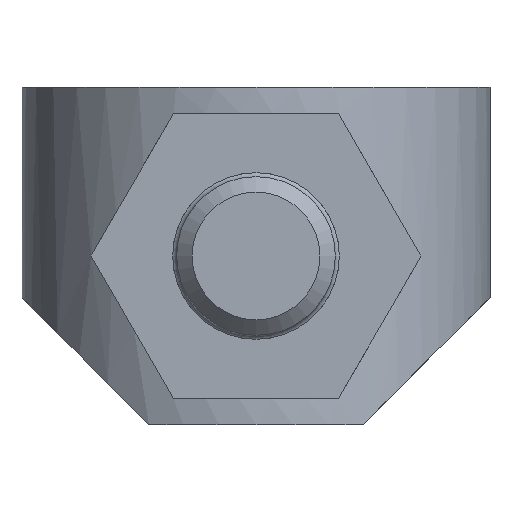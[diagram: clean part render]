
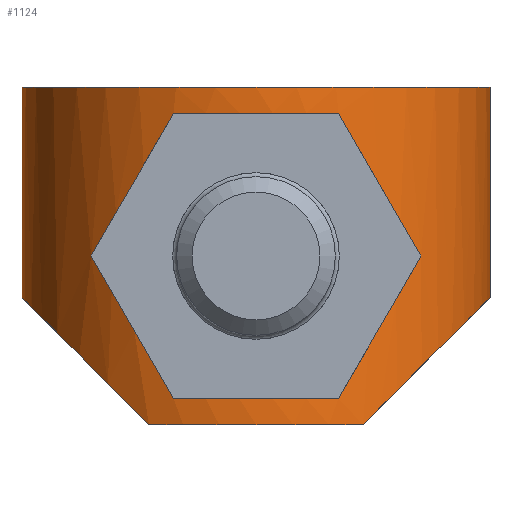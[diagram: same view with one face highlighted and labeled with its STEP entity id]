
A CAD part, left-side view. The second image highlights one B-rep face of the part: STEP entity #1124.
In plain terms, the highlighted cylindrical face has radius 5.9 mm (diameter 11.8 mm), a full revolution.
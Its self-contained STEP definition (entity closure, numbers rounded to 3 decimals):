
#97=FACE_BOUND('',#181,.T.);
#98=FACE_BOUND('',#182,.T.);
#106=B_SPLINE_CURVE_WITH_KNOTS('',3,(#1809,#1810,#1811,#1812,#1813,#1814,
#1815,#1816,#1817,#1818,#1819,#1820,#1821,#1822,#1823,#1824,#1825,#1826),
 .UNSPECIFIED.,.F.,.F.,(4,2,2,2,2,2,2,2,4),(0.639,0.719,
0.799,0.879,0.958,1.038,
1.118,1.198,1.278),.UNSPECIFIED.);
#107=B_SPLINE_CURVE_WITH_KNOTS('',3,(#1827,#1828,#1829,#1830,#1831,#1832,
#1833,#1834,#1835,#1836,#1837,#1838,#1839,#1840,#1841,#1842,#1843,#1844),
 .UNSPECIFIED.,.F.,.F.,(4,2,2,2,2,2,2,2,4),(1.278,1.358,
1.438,1.518,1.597,1.677,1.757,
1.837,1.917),.UNSPECIFIED.);
#111=FACE_OUTER_BOUND('',#180,.T.);
#180=EDGE_LOOP('',(#789,#790,#791,#792,#793,#794,#795,#796));
#181=EDGE_LOOP('',(#797,#798));
#182=EDGE_LOOP('',(#799,#800,#801,#802,#803,#804));
#258=ELLIPSE('',#1294,8.344,5.9);
#259=ELLIPSE('',#1296,8.344,5.9);
#260=ELLIPSE('',#1298,8.344,5.9);
#261=ELLIPSE('',#1300,11.8,5.9);
#262=ELLIPSE('',#1301,11.8,5.9);
#263=ELLIPSE('',#1303,11.8,5.9);
#264=ELLIPSE('',#1304,11.8,5.9);
#276=LINE('',#1797,#378);
#378=VECTOR('',#1431,5.9);
#480=CIRCLE('',#1293,5.9);
#481=CIRCLE('',#1295,5.9);
#482=CIRCLE('',#1297,5.9);
#483=CIRCLE('',#1299,5.9);
#484=CIRCLE('',#1302,5.9);
#519=VERTEX_POINT('',#1794);
#520=VERTEX_POINT('',#1796);
#521=VERTEX_POINT('',#1798);
#522=VERTEX_POINT('',#1800);
#523=VERTEX_POINT('',#1802);
#524=VERTEX_POINT('',#1804);
#525=VERTEX_POINT('',#1807);
#526=VERTEX_POINT('',#1808);
#527=VERTEX_POINT('',#1845);
#528=VERTEX_POINT('',#1846);
#529=VERTEX_POINT('',#1848);
#530=VERTEX_POINT('',#1850);
#531=VERTEX_POINT('',#1852);
#532=VERTEX_POINT('',#1854);
#625=EDGE_CURVE('',#519,#519,#480,.T.);
#626=EDGE_CURVE('',#519,#520,#276,.T.);
#627=EDGE_CURVE('',#521,#520,#258,.T.);
#628=EDGE_CURVE('',#521,#522,#481,.T.);
#629=EDGE_CURVE('',#523,#522,#259,.T.);
#630=EDGE_CURVE('',#523,#524,#482,.T.);
#631=EDGE_CURVE('',#520,#524,#260,.T.);
#632=EDGE_CURVE('',#525,#526,#106,.T.);
#633=EDGE_CURVE('',#526,#525,#107,.T.);
#634=EDGE_CURVE('',#527,#528,#483,.T.);
#635=EDGE_CURVE('',#528,#529,#261,.T.);
#636=EDGE_CURVE('',#529,#530,#262,.T.);
#637=EDGE_CURVE('',#530,#531,#484,.T.);
#638=EDGE_CURVE('',#531,#532,#263,.T.);
#639=EDGE_CURVE('',#532,#527,#264,.T.);
#789=ORIENTED_EDGE('',*,*,#625,.F.);
#790=ORIENTED_EDGE('',*,*,#626,.T.);
#791=ORIENTED_EDGE('',*,*,#627,.F.);
#792=ORIENTED_EDGE('',*,*,#628,.T.);
#793=ORIENTED_EDGE('',*,*,#629,.F.);
#794=ORIENTED_EDGE('',*,*,#630,.T.);
#795=ORIENTED_EDGE('',*,*,#631,.F.);
#796=ORIENTED_EDGE('',*,*,#626,.F.);
#797=ORIENTED_EDGE('',*,*,#632,.F.);
#798=ORIENTED_EDGE('',*,*,#633,.F.);
#799=ORIENTED_EDGE('',*,*,#634,.T.);
#800=ORIENTED_EDGE('',*,*,#635,.T.);
#801=ORIENTED_EDGE('',*,*,#636,.T.);
#802=ORIENTED_EDGE('',*,*,#637,.T.);
#803=ORIENTED_EDGE('',*,*,#638,.T.);
#804=ORIENTED_EDGE('',*,*,#639,.T.);
#1117=CYLINDRICAL_SURFACE('',#1292,5.9);
#1124=ADVANCED_FACE('',(#111,#97,#98),#1117,.T.);
#1292=AXIS2_PLACEMENT_3D('',#1793,#1427,#1428);
#1293=AXIS2_PLACEMENT_3D('',#1795,#1429,#1430);
#1294=AXIS2_PLACEMENT_3D('',#1799,#1432,#1433);
#1295=AXIS2_PLACEMENT_3D('',#1801,#1434,#1435);
#1296=AXIS2_PLACEMENT_3D('',#1803,#1436,#1437);
#1297=AXIS2_PLACEMENT_3D('',#1805,#1438,#1439);
#1298=AXIS2_PLACEMENT_3D('',#1806,#1440,#1441);
#1299=AXIS2_PLACEMENT_3D('',#1847,#1442,#1443);
#1300=AXIS2_PLACEMENT_3D('',#1849,#1444,#1445);
#1301=AXIS2_PLACEMENT_3D('',#1851,#1446,#1447);
#1302=AXIS2_PLACEMENT_3D('',#1853,#1448,#1449);
#1303=AXIS2_PLACEMENT_3D('',#1855,#1450,#1451);
#1304=AXIS2_PLACEMENT_3D('',#1856,#1452,#1453);
#1427=DIRECTION('center_axis',(0.,-1.,0.));
#1428=DIRECTION('ref_axis',(0.,0.,-1.));
#1429=DIRECTION('center_axis',(0.,-1.,0.));
#1430=DIRECTION('ref_axis',(0.,0.,-1.));
#1431=DIRECTION('',(0.,1.,0.));
#1432=DIRECTION('center_axis',(0.,0.707,0.707));
#1433=DIRECTION('ref_axis',(0.,-0.707,0.707));
#1434=DIRECTION('center_axis',(0.,-1.,0.));
#1435=DIRECTION('ref_axis',(0.,0.,-1.));
#1436=DIRECTION('center_axis',(0.,0.707,-0.707));
#1437=DIRECTION('ref_axis',(0.,-0.707,-0.707));
#1438=DIRECTION('center_axis',(0.,-1.,0.));
#1439=DIRECTION('ref_axis',(0.,0.,-1.));
#1440=DIRECTION('center_axis',(0.,0.707,0.707));
#1441=DIRECTION('ref_axis',(0.,-0.707,0.707));
#1442=DIRECTION('center_axis',(0.,1.,0.));
#1443=DIRECTION('ref_axis',(0.,0.,1.));
#1444=DIRECTION('center_axis',(0.,0.5,0.866));
#1445=DIRECTION('ref_axis',(0.,-0.866,0.5));
#1446=DIRECTION('center_axis',(0.,-0.5,0.866));
#1447=DIRECTION('ref_axis',(0.,-0.866,-0.5));
#1448=DIRECTION('center_axis',(0.,-1.,0.));
#1449=DIRECTION('ref_axis',(0.,0.,-1.));
#1450=DIRECTION('center_axis',(0.,-0.5,-0.866));
#1451=DIRECTION('ref_axis',(0.,-0.866,0.5));
#1452=DIRECTION('center_axis',(0.,0.5,-0.866));
#1453=DIRECTION('ref_axis',(0.,-0.866,-0.5));
#1793=CARTESIAN_POINT('Origin',(0.,0.,0.));
#1794=CARTESIAN_POINT('',(0.,0.,5.9));
#1795=CARTESIAN_POINT('Origin',(0.,0.,0.));
#1796=CARTESIAN_POINT('',(0.,5.3,5.9));
#1797=CARTESIAN_POINT('',(0.,0.,5.9));
#1798=CARTESIAN_POINT('',(-5.246,8.5,2.7));
#1799=CARTESIAN_POINT('Origin',(0.,11.2,0.));
#1800=CARTESIAN_POINT('',(-5.246,8.5,-2.7));
#1801=CARTESIAN_POINT('Origin',(0.,8.5,0.));
#1802=CARTESIAN_POINT('',(5.246,8.5,-2.7));
#1803=CARTESIAN_POINT('Origin',(0.,11.2,0.));
#1804=CARTESIAN_POINT('',(5.246,8.5,2.7));
#1805=CARTESIAN_POINT('Origin',(0.,8.5,0.));
#1806=CARTESIAN_POINT('Origin',(0.,11.2,0.));
#1807=CARTESIAN_POINT('',(5.514,4.25,2.1));
#1808=CARTESIAN_POINT('',(5.514,4.25,-2.1));
#1809=CARTESIAN_POINT('Ctrl Pts',(5.514,4.25,2.1));
#1810=CARTESIAN_POINT('Ctrl Pts',(5.514,3.984,2.1));
#1811=CARTESIAN_POINT('Ctrl Pts',(5.535,3.701,2.046));
#1812=CARTESIAN_POINT('Ctrl Pts',(5.61,3.185,1.831));
#1813=CARTESIAN_POINT('Ctrl Pts',(5.662,2.95,1.67));
#1814=CARTESIAN_POINT('Ctrl Pts',(5.758,2.58,1.3));
#1815=CARTESIAN_POINT('Ctrl Pts',(5.809,2.419,1.065));
#1816=CARTESIAN_POINT('Ctrl Pts',(5.88,2.204,0.548));
#1817=CARTESIAN_POINT('Ctrl Pts',(5.9,2.15,0.266));
#1818=CARTESIAN_POINT('Ctrl Pts',(5.9,2.15,-0.266));
#1819=CARTESIAN_POINT('Ctrl Pts',(5.88,2.204,-0.548));
#1820=CARTESIAN_POINT('Ctrl Pts',(5.809,2.419,-1.065));
#1821=CARTESIAN_POINT('Ctrl Pts',(5.758,2.58,-1.3));
#1822=CARTESIAN_POINT('Ctrl Pts',(5.662,2.95,-1.67));
#1823=CARTESIAN_POINT('Ctrl Pts',(5.61,3.185,-1.831));
#1824=CARTESIAN_POINT('Ctrl Pts',(5.535,3.701,-2.046));
#1825=CARTESIAN_POINT('Ctrl Pts',(5.514,3.984,-2.1));
#1826=CARTESIAN_POINT('Ctrl Pts',(5.514,4.25,-2.1));
#1827=CARTESIAN_POINT('Ctrl Pts',(5.514,4.25,-2.1));
#1828=CARTESIAN_POINT('Ctrl Pts',(5.514,4.516,-2.1));
#1829=CARTESIAN_POINT('Ctrl Pts',(5.535,4.799,-2.046));
#1830=CARTESIAN_POINT('Ctrl Pts',(5.61,5.315,-1.831));
#1831=CARTESIAN_POINT('Ctrl Pts',(5.662,5.55,-1.67));
#1832=CARTESIAN_POINT('Ctrl Pts',(5.758,5.92,-1.3));
#1833=CARTESIAN_POINT('Ctrl Pts',(5.809,6.081,-1.065));
#1834=CARTESIAN_POINT('Ctrl Pts',(5.88,6.296,-0.548));
#1835=CARTESIAN_POINT('Ctrl Pts',(5.9,6.35,-0.266));
#1836=CARTESIAN_POINT('Ctrl Pts',(5.9,6.35,0.266));
#1837=CARTESIAN_POINT('Ctrl Pts',(5.88,6.296,0.548));
#1838=CARTESIAN_POINT('Ctrl Pts',(5.809,6.081,1.065));
#1839=CARTESIAN_POINT('Ctrl Pts',(5.758,5.92,1.3));
#1840=CARTESIAN_POINT('Ctrl Pts',(5.662,5.55,1.67));
#1841=CARTESIAN_POINT('Ctrl Pts',(5.61,5.315,1.831));
#1842=CARTESIAN_POINT('Ctrl Pts',(5.535,4.799,2.046));
#1843=CARTESIAN_POINT('Ctrl Pts',(5.514,4.516,2.1));
#1844=CARTESIAN_POINT('Ctrl Pts',(5.514,4.25,2.1));
#1845=CARTESIAN_POINT('',(-5.522,7.85,-2.078));
#1846=CARTESIAN_POINT('',(-5.522,7.85,2.078));
#1847=CARTESIAN_POINT('Origin',(0.,7.85,0.));
#1848=CARTESIAN_POINT('',(-4.187,4.25,4.157));
#1849=CARTESIAN_POINT('Origin',(0.,11.45,0.));
#1850=CARTESIAN_POINT('',(-5.522,0.65,2.078));
#1851=CARTESIAN_POINT('Origin',(0.,-2.95,0.));
#1852=CARTESIAN_POINT('',(-5.522,0.65,-2.078));
#1853=CARTESIAN_POINT('Origin',(0.,0.65,0.));
#1854=CARTESIAN_POINT('',(-4.187,4.25,-4.157));
#1855=CARTESIAN_POINT('Origin',(0.,-2.95,0.));
#1856=CARTESIAN_POINT('Origin',(0.,11.45,0.));
